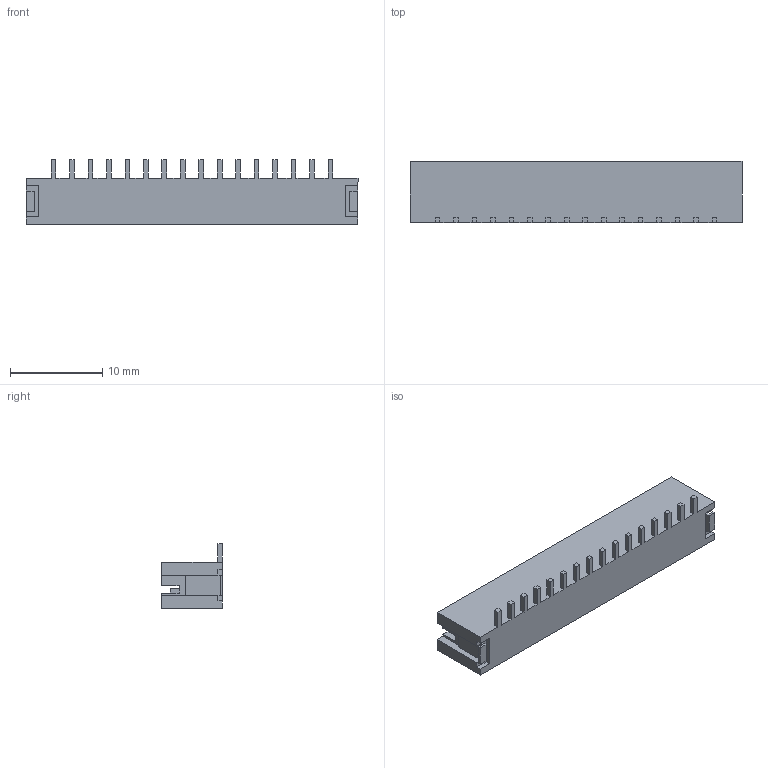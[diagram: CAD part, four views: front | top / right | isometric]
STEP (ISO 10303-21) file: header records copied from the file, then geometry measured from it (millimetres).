
FILE_DESCRIPTION (( 'STEP AP214' ), '1' );
FILE_NAME ('B16B-PH-SM4.STEP', '2010-06-14T04:28:50', ( ' ' ), ( ' ' ), 'SwSTEP 2.0', 'SolidWorks 2005235', '' );
FILE_SCHEMA (( 'AUTOMOTIVE_DESIGN' ));
Length unit declared in the file: millimetre
Products named in the file (1): B16B-PH-SM4
Bounding box: 35.95 x 6.6 x 7 mm (x, y, z)
Volume: 559 mm3; surface area: 1205.3 mm2
Topology: 1 solids, 1 shells, 202 faces, 546 edges, 362 vertices
Faces by surface type: plane 202
Entity records: 8447 total; most frequent: CARTESIAN_POINT 1111, ORIENTED_EDGE 1092, DIRECTION 952, EDGE_CURVE 546, VECTOR 546, LINE 546, VERTEX_POINT 362, EDGE_LOOP 218
